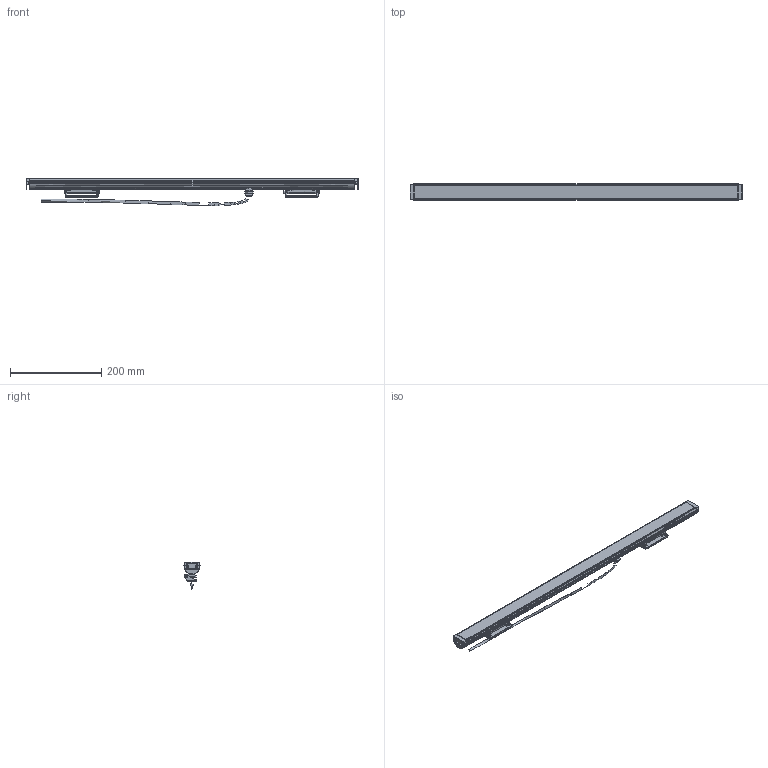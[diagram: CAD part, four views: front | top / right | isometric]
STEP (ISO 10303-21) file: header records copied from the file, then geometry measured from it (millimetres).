
FILE_DESCRIPTION(/* description */ (''),/* implementation_level */ '2;1');
FILE_NAME(/* name */ 'T430000_SPIKE 726mm',/* time_stamp */ '2018-01-29T10:03:39+01:00',/* author */ (''),/* organization */ (''),/* preprocessor_version */ 'ST-DEVELOPER v15',/* originating_system */ '',/* authorisation */ '');
FILE_SCHEMA (('CONFIG_CONTROL_DESIGN'));
Length unit declared in the file: millimetre
Products named in the file (2): Document; Blocco 14
Assembly tree (1 placements, depth 2):
  Document
    Blocco 14
Bounding box: 726 x 35 x 59.31 mm (x, y, z)
Volume: 69269 mm3; surface area: 225091 mm2
Topology: 15 solids, 296 shells, 1247 faces, 3899 edges, 2822 vertices
Faces by surface type: bspline 865, plane 382
Entity records: 57990 total; most frequent: CARTESIAN_POINT 37811, ORIENTED_EDGE 6025, EDGE_CURVE 3829, VERTEX_POINT 2794, B_SPLINE_CURVE_WITH_KNOTS 1740, EDGE_LOOP 1308, ADVANCED_FACE 1241, FACE_OUTER_BOUND 1241
